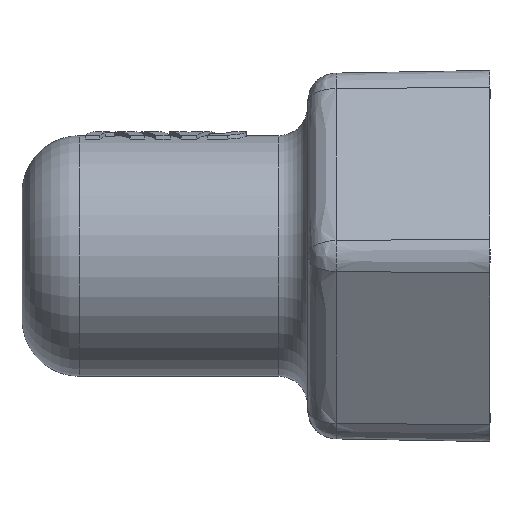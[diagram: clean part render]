
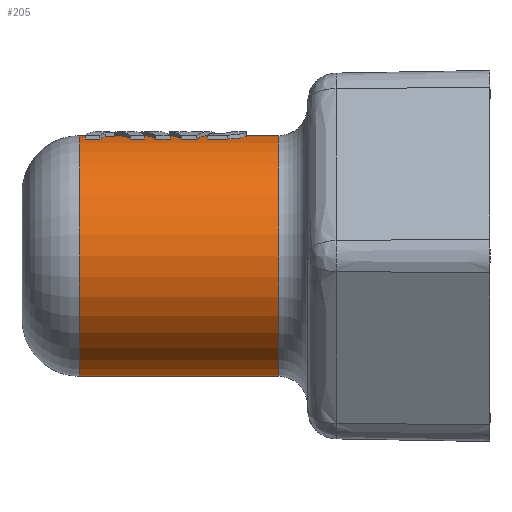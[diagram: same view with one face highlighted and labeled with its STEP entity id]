
A CAD part, left-side view. The second image highlights one B-rep face of the part: STEP entity #205.
In plain terms, the highlighted cylindrical face has radius 6.3 mm (diameter 12.6 mm), a partial arc.
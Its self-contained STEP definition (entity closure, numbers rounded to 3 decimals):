
#205=ADVANCED_FACE('',(#590),#591,.T.);
#590=FACE_OUTER_BOUND('',#1198,.T.);
#591=CYLINDRICAL_SURFACE('',#1199,6.3);
#1198=EDGE_LOOP('',(#4620,#4621,#4622,#4623));
#1199=AXIS2_PLACEMENT_3D('',#4624,#4625,#4626);
#4620=ORIENTED_EDGE('',*,*,#6750,.F.);
#4621=ORIENTED_EDGE('',*,*,#6751,.T.);
#4622=ORIENTED_EDGE('',*,*,#6752,.F.);
#4623=ORIENTED_EDGE('',*,*,#6753,.T.);
#4624=CARTESIAN_POINT('',(0.0,24.5,0.));
#4625=DIRECTION('',(0.0,1.0,0.));
#4626=DIRECTION('',(0.,0.,-1.0));
#6750=EDGE_CURVE('',#7959,#7960,#7961,.T.);
#6751=EDGE_CURVE('',#7959,#7962,#7963,.F.);
#6752=EDGE_CURVE('',#7964,#7962,#7965,.T.);
#6753=EDGE_CURVE('',#7964,#7960,#7966,.F.);
#7959=VERTEX_POINT('',#9919);
#7960=VERTEX_POINT('',#9920);
#7961=LINE('',#9921,#9922);
#7962=VERTEX_POINT('',#9923);
#7963=CIRCLE('',#9924,6.3);
#7964=VERTEX_POINT('',#9925);
#7965=LINE('',#9926,#9927);
#7966=CIRCLE('',#9928,6.3);
#9919=CARTESIAN_POINT('',(0.,11.057,-6.3));
#9920=CARTESIAN_POINT('',(0.,21.5,-6.3));
#9921=CARTESIAN_POINT('',(0.,16.278,-6.3));
#9922=VECTOR('',#13884,1.0);
#9923=CARTESIAN_POINT('',(0.,11.057,6.3));
#9924=AXIS2_PLACEMENT_3D('',#13885,#13886,#13887);
#9925=CARTESIAN_POINT('',(0.,21.5,6.3));
#9926=CARTESIAN_POINT('',(0.,16.278,6.3));
#9927=VECTOR('',#13888,1.0);
#9928=AXIS2_PLACEMENT_3D('',#13889,#13890,#13891);
#13884=DIRECTION('',(-0.0,1.0,0.));
#13885=CARTESIAN_POINT('',(0.0,11.057,0.));
#13886=DIRECTION('',(0.,-1.0,0.));
#13887=DIRECTION('',(0.,0.,-1.0));
#13888=DIRECTION('',(-0.0,-1.0,0.));
#13889=CARTESIAN_POINT('',(0.0,21.5,0.));
#13890=DIRECTION('',(0.0,1.0,0.));
#13891=DIRECTION('',(0.,0.,1.0));
